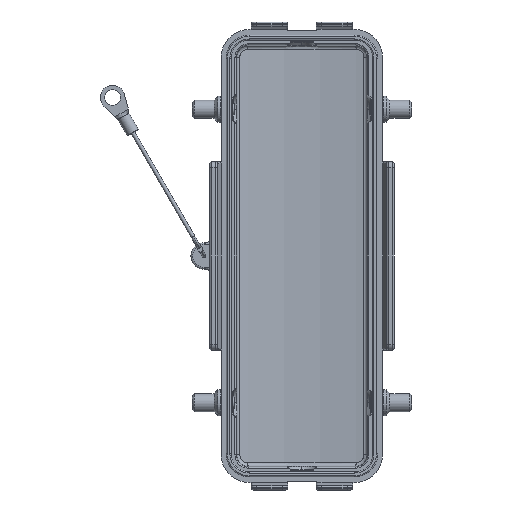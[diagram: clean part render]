
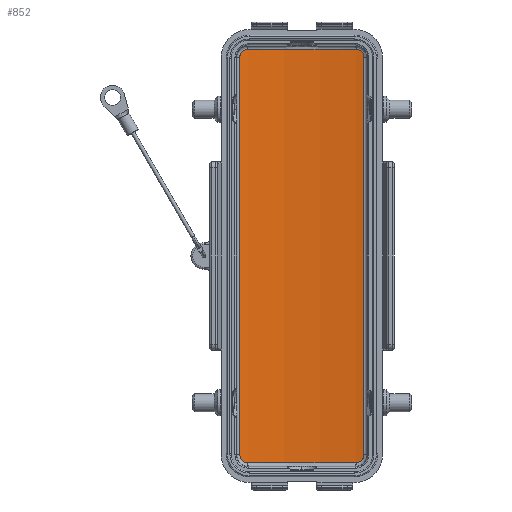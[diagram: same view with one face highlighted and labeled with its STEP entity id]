
A CAD part, front view. The second image highlights one B-rep face of the part: STEP entity #852.
In plain terms, the highlighted cylindrical face has radius 98.25 mm (diameter 196.5 mm), a partial arc.
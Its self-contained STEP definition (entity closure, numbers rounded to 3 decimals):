
#554=B_SPLINE_CURVE_WITH_KNOTS('',3,(#16853,#16854,#16855,#16856,#16857,
#16858,#16859,#16860,#16861,#16862,#16863,#16864,#16865,#16866,#16867,#16868),
 .UNSPECIFIED.,.F.,.F.,(4,3,3,3,3,4),(0.,0.211,0.423,
0.64,0.848,1.),.UNSPECIFIED.);
#555=B_SPLINE_CURVE_WITH_KNOTS('',3,(#16872,#16873,#16874,#16875,#16876,
#16877,#16878,#16879,#16880,#16881,#16882,#16883,#16884,#16885,#16886,#16887),
 .UNSPECIFIED.,.F.,.F.,(4,3,3,3,3,4),(0.,0.22,0.44,
0.661,0.868,1.),.UNSPECIFIED.);
#556=B_SPLINE_CURVE_WITH_KNOTS('',3,(#16891,#16892,#16893,#16894,#16895,
#16896,#16897,#16898,#16899,#16900,#16901,#16902,#16903,#16904,#16905,#16906),
 .UNSPECIFIED.,.F.,.F.,(4,3,3,3,3,4),(0.,0.211,0.423,
0.64,0.85,1.),.UNSPECIFIED.);
#557=B_SPLINE_CURVE_WITH_KNOTS('',3,(#16910,#16911,#16912,#16913,#16914,
#16915,#16916,#16917,#16918,#16919,#16920,#16921,#16922,#16923,#16924,#16925),
 .UNSPECIFIED.,.F.,.F.,(4,3,3,3,3,4),(0.,0.22,0.44,
0.661,0.869,1.),.UNSPECIFIED.);
#852=ADVANCED_FACE('',(#1696),#1323,.F.);
#1323=CYLINDRICAL_SURFACE('',#10420,98.25);
#1696=FACE_OUTER_BOUND('',#2262,.T.);
#2262=EDGE_LOOP('',(#5501,#5502,#5503,#5504,#5505,#5506,#5507,#5508));
#3128=LINE('',#16850,#3804);
#3129=LINE('',#16889,#3805);
#3804=VECTOR('',#12571,1.);
#3805=VECTOR('',#12574,1.);
#4129=ELLIPSE('',#10418,98.265,98.25);
#4130=ELLIPSE('',#10419,98.265,98.25);
#5501=ORIENTED_EDGE('',*,*,#8783,.T.);
#5502=ORIENTED_EDGE('',*,*,#8784,.T.);
#5503=ORIENTED_EDGE('',*,*,#8785,.T.);
#5504=ORIENTED_EDGE('',*,*,#8786,.T.);
#5505=ORIENTED_EDGE('',*,*,#8787,.T.);
#5506=ORIENTED_EDGE('',*,*,#8788,.T.);
#5507=ORIENTED_EDGE('',*,*,#8789,.T.);
#5508=ORIENTED_EDGE('',*,*,#8790,.T.);
#7661=VERTEX_POINT('',#16851);
#7662=VERTEX_POINT('',#16852);
#7663=VERTEX_POINT('',#16869);
#7664=VERTEX_POINT('',#16871);
#7665=VERTEX_POINT('',#16888);
#7666=VERTEX_POINT('',#16890);
#7667=VERTEX_POINT('',#16907);
#7668=VERTEX_POINT('',#16909);
#8783=EDGE_CURVE('',#7661,#7662,#3128,.T.);
#8784=EDGE_CURVE('',#7662,#7663,#554,.T.);
#8785=EDGE_CURVE('',#7663,#7664,#4129,.T.);
#8786=EDGE_CURVE('',#7664,#7665,#555,.T.);
#8787=EDGE_CURVE('',#7665,#7666,#3129,.T.);
#8788=EDGE_CURVE('',#7666,#7667,#556,.T.);
#8789=EDGE_CURVE('',#7667,#7668,#4130,.T.);
#8790=EDGE_CURVE('',#7668,#7661,#557,.T.);
#10418=AXIS2_PLACEMENT_3D('',#16870,#12572,#12573);
#10419=AXIS2_PLACEMENT_3D('',#16908,#12575,#12576);
#10420=AXIS2_PLACEMENT_3D('',#16926,#12577,#12578);
#12571=DIRECTION('',(0.,0.,1.));
#12572=DIRECTION('',(0.,0.017,1.));
#12573=DIRECTION('',(0.,-1.,0.017));
#12574=DIRECTION('',(0.,0.,-1.));
#12575=DIRECTION('',(0.,0.017,-1.));
#12576=DIRECTION('',(0.,1.,0.017));
#12577=DIRECTION('',(0.,0.,1.));
#12578=DIRECTION('',(1.,0.,0.));
#16850=CARTESIAN_POINT('',(16.49,13.356,-45.5));
#16851=CARTESIAN_POINT('',(16.49,13.356,-52.85));
#16852=CARTESIAN_POINT('',(16.49,13.356,52.85));
#16853=CARTESIAN_POINT('',(16.49,13.356,52.85));
#16854=CARTESIAN_POINT('',(16.49,13.356,53.081));
#16855=CARTESIAN_POINT('',(16.448,13.363,53.314));
#16856=CARTESIAN_POINT('',(16.371,13.376,53.53));
#16857=CARTESIAN_POINT('',(16.295,13.389,53.747));
#16858=CARTESIAN_POINT('',(16.181,13.409,53.954));
#16859=CARTESIAN_POINT('',(16.039,13.432,54.133));
#16860=CARTESIAN_POINT('',(15.892,13.456,54.317));
#16861=CARTESIAN_POINT('',(15.711,13.486,54.476));
#16862=CARTESIAN_POINT('',(15.511,13.518,54.599));
#16863=CARTESIAN_POINT('',(15.319,13.549,54.716));
#16864=CARTESIAN_POINT('',(15.105,13.582,54.805));
#16865=CARTESIAN_POINT('',(14.887,13.616,54.858));
#16866=CARTESIAN_POINT('',(14.727,13.64,54.896));
#16867=CARTESIAN_POINT('',(14.561,13.665,54.917));
#16868=CARTESIAN_POINT('',(14.397,13.689,54.916));
#16869=CARTESIAN_POINT('',(14.397,13.689,54.916));
#16870=CARTESIAN_POINT('',(0.,-83.5,56.596));
#16871=CARTESIAN_POINT('',(-14.397,13.689,54.916));
#16872=CARTESIAN_POINT('',(-14.397,13.689,54.916));
#16873=CARTESIAN_POINT('',(-14.634,13.654,54.917));
#16874=CARTESIAN_POINT('',(-14.875,13.618,54.875));
#16875=CARTESIAN_POINT('',(-15.099,13.583,54.796));
#16876=CARTESIAN_POINT('',(-15.322,13.548,54.717));
#16877=CARTESIAN_POINT('',(-15.535,13.514,54.6));
#16878=CARTESIAN_POINT('',(-15.721,13.484,54.452));
#16879=CARTESIAN_POINT('',(-15.907,13.454,54.303));
#16880=CARTESIAN_POINT('',(-16.069,13.427,54.116));
#16881=CARTESIAN_POINT('',(-16.191,13.407,53.911));
#16882=CARTESIAN_POINT('',(-16.307,13.387,53.718));
#16883=CARTESIAN_POINT('',(-16.392,13.373,53.503));
#16884=CARTESIAN_POINT('',(-16.442,13.365,53.283));
#16885=CARTESIAN_POINT('',(-16.473,13.359,53.141));
#16886=CARTESIAN_POINT('',(-16.49,13.356,52.996));
#16887=CARTESIAN_POINT('',(-16.49,13.356,52.85));
#16888=CARTESIAN_POINT('',(-16.49,13.356,52.85));
#16889=CARTESIAN_POINT('',(-16.49,13.356,-45.5));
#16890=CARTESIAN_POINT('',(-16.49,13.356,-52.85));
#16891=CARTESIAN_POINT('',(-16.49,13.356,-52.85));
#16892=CARTESIAN_POINT('',(-16.49,13.356,-53.081));
#16893=CARTESIAN_POINT('',(-16.448,13.363,-53.314));
#16894=CARTESIAN_POINT('',(-16.371,13.376,-53.53));
#16895=CARTESIAN_POINT('',(-16.295,13.389,-53.747));
#16896=CARTESIAN_POINT('',(-16.181,13.409,-53.954));
#16897=CARTESIAN_POINT('',(-16.038,13.432,-54.134));
#16898=CARTESIAN_POINT('',(-15.892,13.456,-54.317));
#16899=CARTESIAN_POINT('',(-15.711,13.486,-54.477));
#16900=CARTESIAN_POINT('',(-15.512,13.518,-54.599));
#16901=CARTESIAN_POINT('',(-15.318,13.549,-54.718));
#16902=CARTESIAN_POINT('',(-15.104,13.582,-54.807));
#16903=CARTESIAN_POINT('',(-14.883,13.616,-54.859));
#16904=CARTESIAN_POINT('',(-14.724,13.641,-54.897));
#16905=CARTESIAN_POINT('',(-14.56,13.665,-54.917));
#16906=CARTESIAN_POINT('',(-14.397,13.689,-54.916));
#16907=CARTESIAN_POINT('',(-14.397,13.689,-54.916));
#16908=CARTESIAN_POINT('',(0.,-83.5,-56.596));
#16909=CARTESIAN_POINT('',(14.397,13.689,-54.916));
#16910=CARTESIAN_POINT('',(14.397,13.689,-54.916));
#16911=CARTESIAN_POINT('',(14.634,13.654,-54.917));
#16912=CARTESIAN_POINT('',(14.875,13.618,-54.875));
#16913=CARTESIAN_POINT('',(15.099,13.583,-54.796));
#16914=CARTESIAN_POINT('',(15.322,13.548,-54.717));
#16915=CARTESIAN_POINT('',(15.536,13.514,-54.6));
#16916=CARTESIAN_POINT('',(15.721,13.484,-54.452));
#16917=CARTESIAN_POINT('',(15.907,13.454,-54.303));
#16918=CARTESIAN_POINT('',(16.069,13.427,-54.117));
#16919=CARTESIAN_POINT('',(16.192,13.407,-53.912));
#16920=CARTESIAN_POINT('',(16.308,13.387,-53.718));
#16921=CARTESIAN_POINT('',(16.395,13.373,-53.501));
#16922=CARTESIAN_POINT('',(16.443,13.364,-53.28));
#16923=CARTESIAN_POINT('',(16.474,13.359,-53.139));
#16924=CARTESIAN_POINT('',(16.49,13.356,-52.994));
#16925=CARTESIAN_POINT('',(16.49,13.356,-52.85));
#16926=CARTESIAN_POINT('',(0.,-83.5,-45.5));
